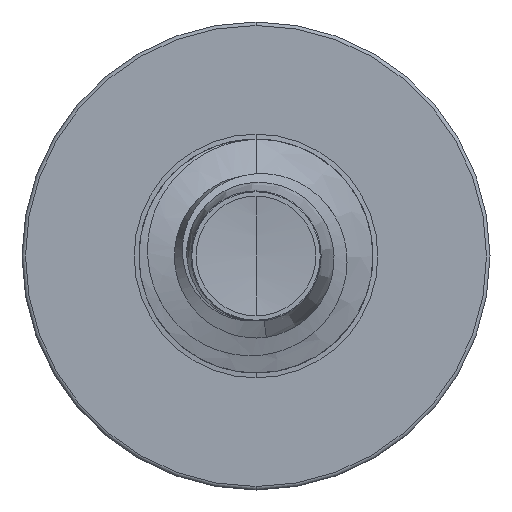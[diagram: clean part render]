
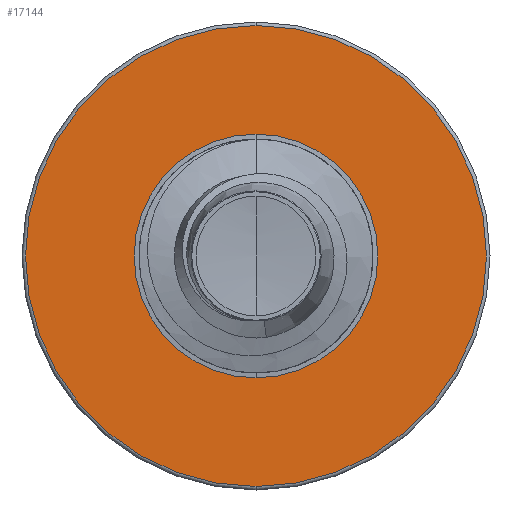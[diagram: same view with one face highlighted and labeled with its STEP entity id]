
A CAD part, front view. The second image highlights one B-rep face of the part: STEP entity #17144.
In plain terms, the highlighted planar face has unit normal (0, -1, 0).
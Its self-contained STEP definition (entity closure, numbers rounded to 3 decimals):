
#1011 = CARTESIAN_POINT ( 'NONE',  ( 0., 8., -2.955 ) ) ;
#1756 = AXIS2_PLACEMENT_3D ( 'NONE', #6692, #16518, #8567 ) ;
#2747 = CARTESIAN_POINT ( 'NONE',  ( 0., 8., 0. ) ) ;
#3569 = CIRCLE ( 'NONE', #1756, 1.562 ) ;
#4590 = AXIS2_PLACEMENT_3D ( 'NONE', #2747, #14420, #4847 ) ;
#4847 = DIRECTION ( 'NONE',  ( 0., 0., 1. ) ) ;
#5709 = ORIENTED_EDGE ( 'NONE', *, *, #7421, .F. ) ;
#6510 = AXIS2_PLACEMENT_3D ( 'NONE', #9775, #9769, #9751 ) ;
#6692 = CARTESIAN_POINT ( 'NONE',  ( 0., 8., 0. ) ) ;
#7421 = EDGE_CURVE ( 'NONE', #12188, #12412, #16191, .T. ) ;
#7736 = EDGE_CURVE ( 'NONE', #15370, #11768, #18241, .T. ) ;
#8154 = DIRECTION ( 'NONE',  ( 0., 0., 1. ) ) ;
#8159 = DIRECTION ( 'NONE',  ( 0., 1., 0. ) ) ;
#8191 = CARTESIAN_POINT ( 'NONE',  ( 0., 8., 0. ) ) ;
#8567 = DIRECTION ( 'NONE',  ( 0., 0., 1. ) ) ;
#9517 = DIRECTION ( 'NONE',  ( 0., 0., 1. ) ) ;
#9706 = AXIS2_PLACEMENT_3D ( 'NONE', #12492, #17120, #9517 ) ;
#9751 = DIRECTION ( 'NONE',  ( 0., 0., 1. ) ) ;
#9769 = DIRECTION ( 'NONE',  ( 0., 1., 0. ) ) ;
#9775 = CARTESIAN_POINT ( 'NONE',  ( 0., 8., 0. ) ) ;
#9894 = EDGE_LOOP ( 'NONE', ( #14044, #15143 ) ) ;
#10479 = EDGE_CURVE ( 'NONE', #11768, #15370, #3569, .T. ) ;
#10529 = EDGE_CURVE ( 'NONE', #12412, #12188, #15505, .T. ) ;
#10971 = PLANE ( 'NONE',  #9706 ) ;
#11768 = VERTEX_POINT ( 'NONE', #14021 ) ;
#12188 = VERTEX_POINT ( 'NONE', #16576 ) ;
#12412 = VERTEX_POINT ( 'NONE', #1011 ) ;
#12478 = CARTESIAN_POINT ( 'NONE',  ( 0., 8., -1.562 ) ) ;
#12492 = CARTESIAN_POINT ( 'NONE',  ( 0., 8., -1.562 ) ) ;
#12945 = EDGE_LOOP ( 'NONE', ( #5709, #15809 ) ) ;
#14021 = CARTESIAN_POINT ( 'NONE',  ( 0., 8., 1.562 ) ) ;
#14044 = ORIENTED_EDGE ( 'NONE', *, *, #10479, .T. ) ;
#14420 = DIRECTION ( 'NONE',  ( 0., 1., 0. ) ) ;
#14901 = FACE_OUTER_BOUND ( 'NONE', #12945, .T. ) ;
#15143 = ORIENTED_EDGE ( 'NONE', *, *, #7736, .T. ) ;
#15370 = VERTEX_POINT ( 'NONE', #12478 ) ;
#15505 = CIRCLE ( 'NONE', #4590, 2.955 ) ;
#15809 = ORIENTED_EDGE ( 'NONE', *, *, #10529, .F. ) ;
#16064 = AXIS2_PLACEMENT_3D ( 'NONE', #8191, #8159, #8154 ) ;
#16191 = CIRCLE ( 'NONE', #6510, 2.955 ) ;
#16518 = DIRECTION ( 'NONE',  ( 0., 1., 0. ) ) ;
#16576 = CARTESIAN_POINT ( 'NONE',  ( 0., 8., 2.955 ) ) ;
#17120 = DIRECTION ( 'NONE',  ( 0., 1., 0. ) ) ;
#17144 = ADVANCED_FACE ( 'NONE', ( #14901, #17619 ), #10971, .F. ) ;
#17619 = FACE_BOUND ( 'NONE', #9894, .T. ) ;
#18241 = CIRCLE ( 'NONE', #16064, 1.562 ) ;
